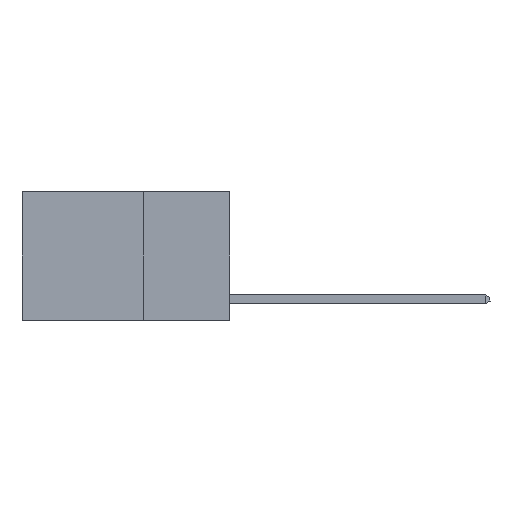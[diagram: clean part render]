
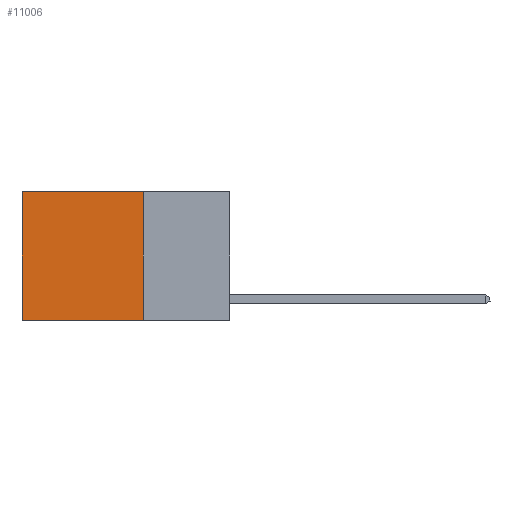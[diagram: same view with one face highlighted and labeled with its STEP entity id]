
A CAD part, left-side view. The second image highlights one B-rep face of the part: STEP entity #11006.
In plain terms, the highlighted planar face has unit normal (-1, 0, 0).
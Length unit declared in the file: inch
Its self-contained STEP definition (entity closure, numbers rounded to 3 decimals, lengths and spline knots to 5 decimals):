
#199 = AXIS2_PLACEMENT_3D ( 'NONE', #16108, #8277, #315 ) ;
#315 = DIRECTION ( 'NONE',  ( 0., 0., -1. ) ) ;
#1620 = FACE_OUTER_BOUND ( 'NONE', #9221, .T. ) ;
#1626 = CARTESIAN_POINT ( 'NONE',  ( 0.2625, 0.6, 0. ) ) ;
#2072 = VECTOR ( 'NONE', #14758, 39.37008 ) ;
#2250 = CARTESIAN_POINT ( 'NONE',  ( 0.2625, 0.6, 0. ) ) ;
#2702 = ORIENTED_EDGE ( 'NONE', *, *, #8610, .T. ) ;
#2905 = EDGE_CURVE ( 'NONE', #14324, #10720, #16877, .T. ) ;
#3462 = EDGE_CURVE ( 'NONE', #15058, #14324, #10507, .T. ) ;
#4092 = LINE ( 'NONE', #8541, #8056 ) ;
#4371 = CARTESIAN_POINT ( 'NONE',  ( 0.2625, 0.25, 0. ) ) ;
#5483 = ORIENTED_EDGE ( 'NONE', *, *, #2905, .F. ) ;
#5532 = DIRECTION ( 'NONE',  ( 0., 0., -1. ) ) ;
#6835 = VECTOR ( 'NONE', #8352, 39.37008 ) ;
#7000 = CARTESIAN_POINT ( 'NONE',  ( 0.2625, 0.25, -0.37 ) ) ;
#8056 = VECTOR ( 'NONE', #11165, 39.37008 ) ;
#8277 = DIRECTION ( 'NONE',  ( 1., 0., 0. ) ) ;
#8352 = DIRECTION ( 'NONE',  ( 0., 1., 0. ) ) ;
#8541 = CARTESIAN_POINT ( 'NONE',  ( 0.2625, 0.25, 0. ) ) ;
#8610 = EDGE_CURVE ( 'NONE', #8864, #10720, #16491, .T. ) ;
#8864 = VERTEX_POINT ( 'NONE', #2250 ) ;
#9221 = EDGE_LOOP ( 'NONE', ( #2702, #5483, #10103, #14570 ) ) ;
#9817 = EDGE_CURVE ( 'NONE', #15058, #8864, #4092, .T. ) ;
#10103 = ORIENTED_EDGE ( 'NONE', *, *, #3462, .F. ) ;
#10507 = LINE ( 'NONE', #14729, #16651 ) ;
#10720 = VERTEX_POINT ( 'NONE', #14208 ) ;
#11006 = ADVANCED_FACE ( 'NONE', ( #1620 ), #12157, .F. ) ;
#11165 = DIRECTION ( 'NONE',  ( 0., 1., 0. ) ) ;
#12157 = PLANE ( 'NONE',  #199 ) ;
#14208 = CARTESIAN_POINT ( 'NONE',  ( 0.2625, 0.6, -0.37 ) ) ;
#14324 = VERTEX_POINT ( 'NONE', #16119 ) ;
#14570 = ORIENTED_EDGE ( 'NONE', *, *, #9817, .T. ) ;
#14729 = CARTESIAN_POINT ( 'NONE',  ( 0.2625, 0.25, 0. ) ) ;
#14758 = DIRECTION ( 'NONE',  ( 0., 0., -1. ) ) ;
#15058 = VERTEX_POINT ( 'NONE', #4371 ) ;
#16108 = CARTESIAN_POINT ( 'NONE',  ( 0.2625, 0.25, 0. ) ) ;
#16119 = CARTESIAN_POINT ( 'NONE',  ( 0.2625, 0.25, -0.37 ) ) ;
#16491 = LINE ( 'NONE', #1626, #2072 ) ;
#16651 = VECTOR ( 'NONE', #5532, 39.37008 ) ;
#16877 = LINE ( 'NONE', #7000, #6835 ) ;
